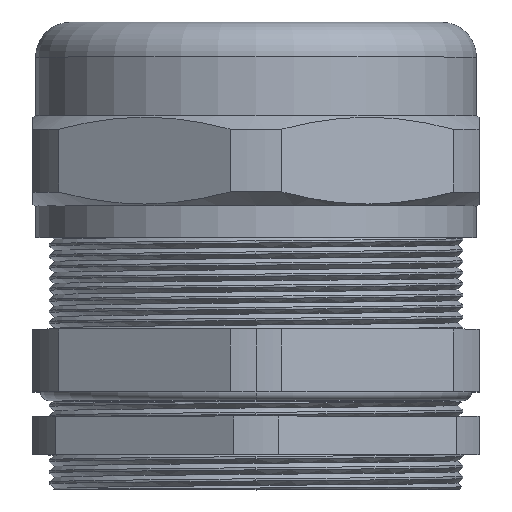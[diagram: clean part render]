
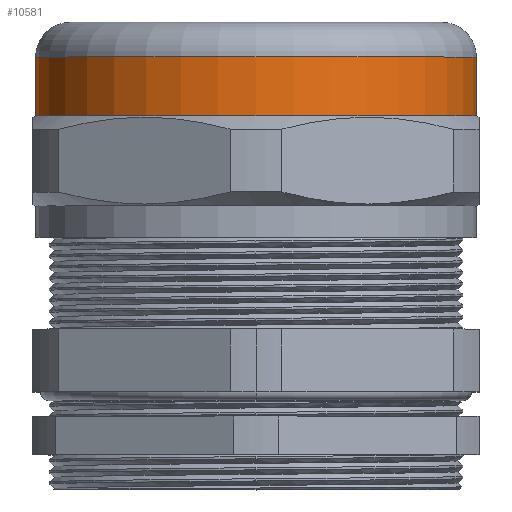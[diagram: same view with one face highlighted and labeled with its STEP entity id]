
A CAD part, top view. The second image highlights one B-rep face of the part: STEP entity #10581.
In plain terms, the highlighted cylindrical face has radius 31.6 mm (diameter 63.2 mm), a partial arc.
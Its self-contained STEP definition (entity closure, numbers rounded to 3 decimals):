
#437 = AXIS2_PLACEMENT_3D ( 'NONE', #8343, #2299, #3320 ) ;
#657 = DIRECTION ( 'NONE',  ( 1., 0., 0. ) ) ;
#912 = CARTESIAN_POINT ( 'NONE',  ( 0., 48., 0. ) ) ;
#998 = ORIENTED_EDGE ( 'NONE', *, *, #2003, .F. ) ;
#1014 = CARTESIAN_POINT ( 'NONE',  ( 31.6, 39.586, 0. ) ) ;
#1461 = ORIENTED_EDGE ( 'NONE', *, *, #3596, .F. ) ;
#1588 = VECTOR ( 'NONE', #7901, 1000. ) ;
#1599 = FACE_OUTER_BOUND ( 'NONE', #10353, .T. ) ;
#1765 = CARTESIAN_POINT ( 'NONE',  ( -31.6, -14., 0. ) ) ;
#1964 = DIRECTION ( 'NONE',  ( 1., 0., 0. ) ) ;
#2003 = EDGE_CURVE ( 'NONE', #4925, #9504, #4769, .T. ) ;
#2299 = DIRECTION ( 'NONE',  ( 0., -1., 0. ) ) ;
#3068 = AXIS2_PLACEMENT_3D ( 'NONE', #12553, #6834, #657 ) ;
#3320 = DIRECTION ( 'NONE',  ( 1., 0., 0. ) ) ;
#3416 = CARTESIAN_POINT ( 'NONE',  ( -31.6, 48., 0. ) ) ;
#3596 = EDGE_CURVE ( 'NONE', #9504, #7302, #6377, .T. ) ;
#4022 = CYLINDRICAL_SURFACE ( 'NONE', #437, 31.6 ) ;
#4456 = VECTOR ( 'NONE', #5745, 1000. ) ;
#4769 = LINE ( 'NONE', #12499, #4456 ) ;
#4925 = VERTEX_POINT ( 'NONE', #8762 ) ;
#5097 = EDGE_CURVE ( 'NONE', #4925, #7316, #9078, .T. ) ;
#5745 = DIRECTION ( 'NONE',  ( 0., -1., 0. ) ) ;
#6377 = CIRCLE ( 'NONE', #3068, 31.6 ) ;
#6834 = DIRECTION ( 'NONE',  ( 0., -1., 0. ) ) ;
#7302 = VERTEX_POINT ( 'NONE', #9391 ) ;
#7316 = VERTEX_POINT ( 'NONE', #3416 ) ;
#7767 = ORIENTED_EDGE ( 'NONE', *, *, #11237, .T. ) ;
#7901 = DIRECTION ( 'NONE',  ( 0., -1., 0. ) ) ;
#8070 = DIRECTION ( 'NONE',  ( 0., -1., 0. ) ) ;
#8343 = CARTESIAN_POINT ( 'NONE',  ( 0., -14., 0. ) ) ;
#8762 = CARTESIAN_POINT ( 'NONE',  ( 31.6, 48., 0. ) ) ;
#9061 = ORIENTED_EDGE ( 'NONE', *, *, #5097, .T. ) ;
#9078 = CIRCLE ( 'NONE', #10501, 31.6 ) ;
#9391 = CARTESIAN_POINT ( 'NONE',  ( -31.6, 39.586, 0. ) ) ;
#9504 = VERTEX_POINT ( 'NONE', #1014 ) ;
#10353 = EDGE_LOOP ( 'NONE', ( #9061, #7767, #1461, #998 ) ) ;
#10501 = AXIS2_PLACEMENT_3D ( 'NONE', #912, #8070, #1964 ) ;
#10581 = ADVANCED_FACE ( 'NONE', ( #1599 ), #4022, .T. ) ;
#11237 = EDGE_CURVE ( 'NONE', #7316, #7302, #11863, .T. ) ;
#11863 = LINE ( 'NONE', #1765, #1588 ) ;
#12499 = CARTESIAN_POINT ( 'NONE',  ( 31.6, -14., 0. ) ) ;
#12553 = CARTESIAN_POINT ( 'NONE',  ( 0., 39.586, 0. ) ) ;
